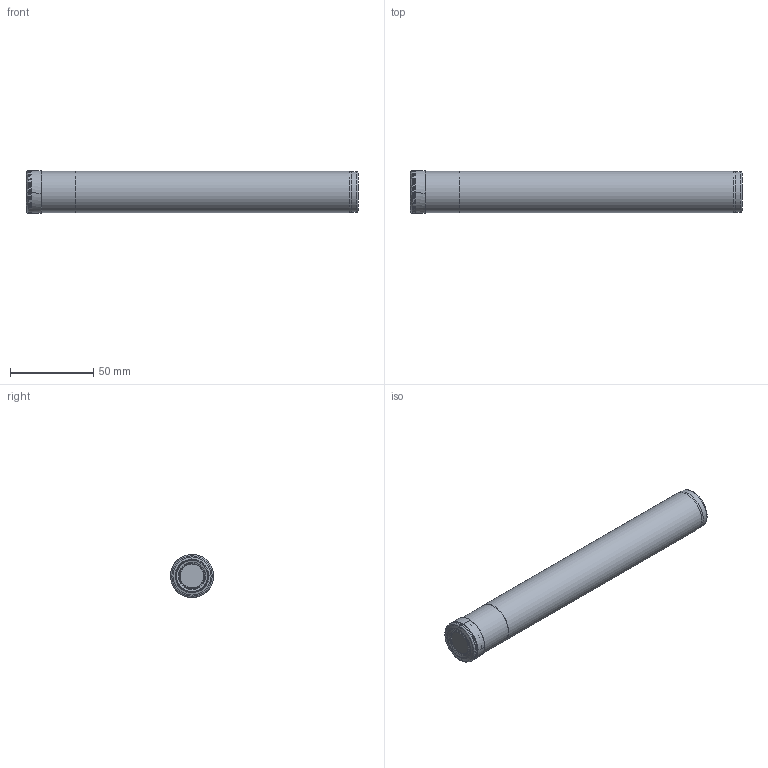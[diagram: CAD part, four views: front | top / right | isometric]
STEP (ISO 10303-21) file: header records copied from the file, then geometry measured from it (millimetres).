
FILE_DESCRIPTION(/* description */ (''),/* implementation_level */ '2;1');
FILE_NAME(/* name */ 'AHFM-YP1003-D26-C25-L200-Z03-F.stp',/* time_stamp */ '2023-10-31T16:51:15+03:00',/* author */ (''),/* organization */ (''),/* preprocessor_version */ 'ST-DEVELOPER v19.4',/* originating_system */ 'SIEMENS PLM Software NX2306.5001',/* authorisation */ '');
FILE_SCHEMA (('AUTOMOTIVE_DESIGN { 1 0 10303 214 3 1 1 1 }'));
Length unit declared in the file: millimetre
Products named in the file (1): AHFM-YP1003-D26-C25-L200-Z03-F-LIGHT_x_t_objects
Bounding box: 200 x 26 x 26 mm (x, y, z)
Volume: 100815.4 mm3; surface area: 18302.4 mm2
Topology: 2 solids, 2 shells, 61 faces, 119 edges, 60 vertices
Faces by surface type: bspline 48, revolution 4, cone 3, cylinder 3, plane 2, torus 1
Full cylindrical faces by diameter (mm): 24.5 x1, 24.8 x1, 25 x1
Entity records: 2078 total; most frequent: CARTESIAN_POINT 984, ORIENTED_EDGE 216, DIRECTION 212, EDGE_CURVE 108, AXIS2_PLACEMENT_3D 90, EDGE_LOOP 72, ADVANCED_FACE 61, VERTEX_POINT 60
